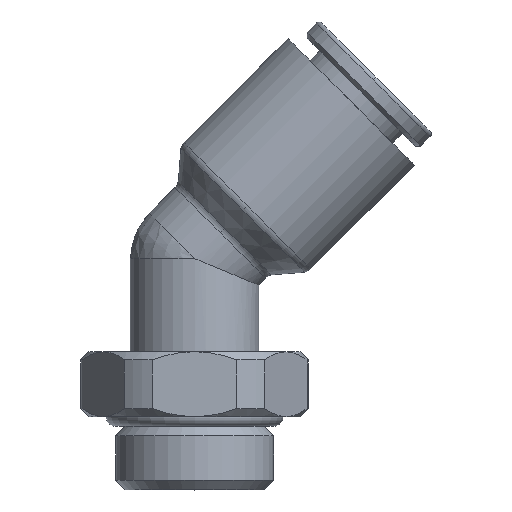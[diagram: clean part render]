
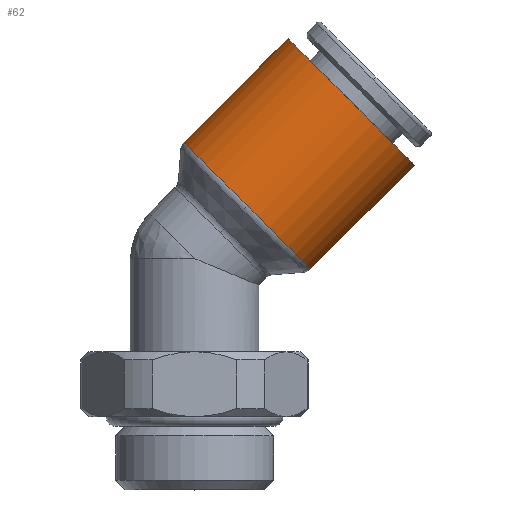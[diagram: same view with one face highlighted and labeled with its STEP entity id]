
A CAD part, top view. The second image highlights one B-rep face of the part: STEP entity #62.
In plain terms, the highlighted cylindrical face has radius 5.5 mm (diameter 11 mm), a partial arc.
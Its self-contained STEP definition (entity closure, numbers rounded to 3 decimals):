
#62=ADVANCED_FACE('',(#155),#156,.T.);
#155=FACE_OUTER_BOUND('',#314,.T.);
#156=CYLINDRICAL_SURFACE('',#315,5.5);
#314=EDGE_LOOP('',(#555,#556,#557,#558,#559));
#315=AXIS2_PLACEMENT_3D('',#560,#561,#562);
#555=ORIENTED_EDGE('',*,*,#1084,.F.);
#556=ORIENTED_EDGE('',*,*,#1085,.T.);
#557=ORIENTED_EDGE('',*,*,#1086,.T.);
#558=ORIENTED_EDGE('',*,*,#1087,.F.);
#559=ORIENTED_EDGE('',*,*,#1088,.F.);
#560=CARTESIAN_POINT('',(6.452,16.192,0.0));
#561=DIRECTION('',(0.707,0.707,0.0));
#562=DIRECTION('',(-0.707,0.707,0.0));
#1084=EDGE_CURVE('',#1311,#1312,#1313,.T.);
#1085=EDGE_CURVE('',#1311,#1314,#1315,.T.);
#1086=EDGE_CURVE('',#1314,#1316,#1317,.T.);
#1087=EDGE_CURVE('',#1318,#1316,#1319,.T.);
#1088=EDGE_CURVE('',#1312,#1318,#1320,.T.);
#1311=VERTEX_POINT('',#1682);
#1312=VERTEX_POINT('',#1683);
#1313=LINE('',#1684,#1685);
#1314=VERTEX_POINT('',#1686);
#1315=CIRCLE('',#1687,5.5);
#1316=VERTEX_POINT('',#1688);
#1317=CIRCLE('',#1689,5.5);
#1318=VERTEX_POINT('',#1690);
#1319=LINE('',#1691,#1692);
#1320=CIRCLE('',#1693,5.5);
#1682=CARTESIAN_POINT('',(-0.636,16.882,0.0));
#1683=CARTESIAN_POINT('',(5.763,23.281,0.0));
#1684=CARTESIAN_POINT('',(2.563,20.081,0.));
#1685=VECTOR('',#2225,1.0);
#1686=CARTESIAN_POINT('',(3.253,12.993,5.5));
#1687=AXIS2_PLACEMENT_3D('',#2226,#2227,#2228);
#1688=CARTESIAN_POINT('',(7.142,9.104,0.));
#1689=AXIS2_PLACEMENT_3D('',#2229,#2230,#2231);
#1690=CARTESIAN_POINT('',(13.541,15.503,0.));
#1691=CARTESIAN_POINT('',(10.341,12.303,0.));
#1692=VECTOR('',#2232,1.0);
#1693=AXIS2_PLACEMENT_3D('',#2233,#2234,#2235);
#2225=DIRECTION('',(0.707,0.707,0.0));
#2226=CARTESIAN_POINT('',(3.253,12.993,0.0));
#2227=DIRECTION('',(0.707,0.707,0.0));
#2228=DIRECTION('',(-0.707,0.707,0.0));
#2229=CARTESIAN_POINT('',(3.253,12.993,0.0));
#2230=DIRECTION('',(0.707,0.707,0.0));
#2231=DIRECTION('',(-0.707,0.707,0.0));
#2232=DIRECTION('',(-0.707,-0.707,-0.0));
#2233=CARTESIAN_POINT('',(9.652,19.392,0.0));
#2234=DIRECTION('',(0.707,0.707,0.0));
#2235=DIRECTION('',(-0.707,0.707,0.0));
